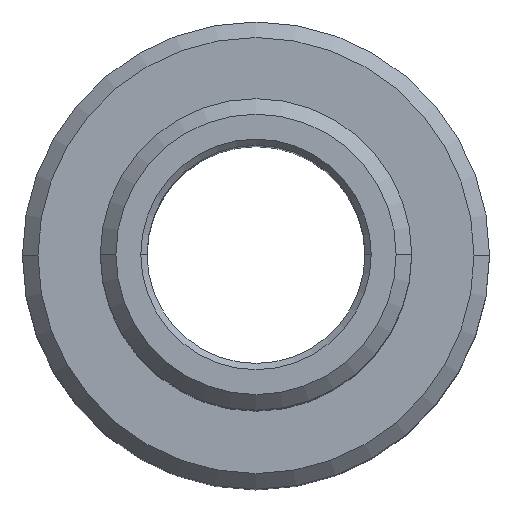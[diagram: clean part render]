
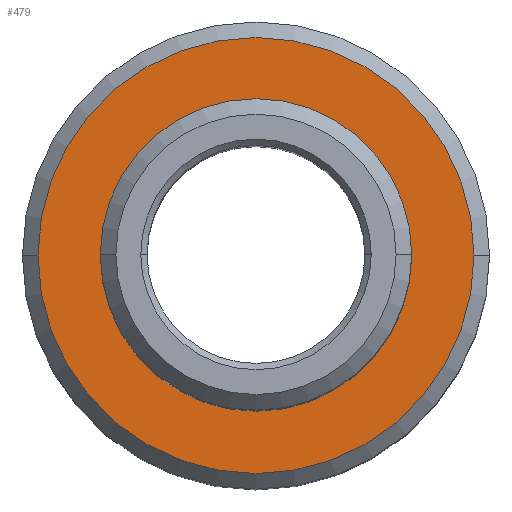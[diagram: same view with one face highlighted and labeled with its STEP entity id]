
A CAD part, top view. The second image highlights one B-rep face of the part: STEP entity #479.
In plain terms, the highlighted planar face has unit normal (0, 0, 1).
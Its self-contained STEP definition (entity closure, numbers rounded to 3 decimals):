
#62 = ORIENTED_EDGE ( 'NONE', *, *, #14833, .F. ) ;
#104 = DIRECTION ( 'NONE',  ( 0., 0., 1. ) ) ;
#479 = ADVANCED_FACE ( 'NONE', ( #5138, #12874 ), #11268, .F. ) ;
#1316 = AXIS2_PLACEMENT_3D ( 'NONE', #5439, #15646, #6916 ) ;
#2344 = DIRECTION ( 'NONE',  ( 0., 0., 1. ) ) ;
#2480 = DIRECTION ( 'NONE',  ( 0., 0., -1. ) ) ;
#2622 = CARTESIAN_POINT ( 'NONE',  ( -7., 0., -21. ) ) ;
#2947 = DIRECTION ( 'NONE',  ( 0., 0., 1. ) ) ;
#3319 = CIRCLE ( 'NONE', #11641, 5. ) ;
#3881 = VERTEX_POINT ( 'NONE', #13057 ) ;
#4609 = VERTEX_POINT ( 'NONE', #11295 ) ;
#4791 = ORIENTED_EDGE ( 'NONE', *, *, #9585, .T. ) ;
#4946 = CIRCLE ( 'NONE', #5895, 5. ) ;
#5138 = FACE_OUTER_BOUND ( 'NONE', #16233, .T. ) ;
#5439 = CARTESIAN_POINT ( 'NONE',  ( 0., 0., -21. ) ) ;
#5895 = AXIS2_PLACEMENT_3D ( 'NONE', #8835, #104, #10291 ) ;
#6916 = DIRECTION ( 'NONE',  ( -1., 0., 0. ) ) ;
#7125 = AXIS2_PLACEMENT_3D ( 'NONE', #12645, #2480, #11200 ) ;
#8184 = CIRCLE ( 'NONE', #1316, 7. ) ;
#8835 = CARTESIAN_POINT ( 'NONE',  ( 0., 0., -21. ) ) ;
#9585 = EDGE_CURVE ( 'NONE', #16913, #3881, #8184, .T. ) ;
#9825 = CIRCLE ( 'NONE', #13858, 7. ) ;
#10291 = DIRECTION ( 'NONE',  ( -1., 0., 0. ) ) ;
#11046 = CARTESIAN_POINT ( 'NONE',  ( 0., 0., -21. ) ) ;
#11200 = DIRECTION ( 'NONE',  ( -1., 0., 0. ) ) ;
#11268 = PLANE ( 'NONE',  #7125 ) ;
#11295 = CARTESIAN_POINT ( 'NONE',  ( -5., 0., -21. ) ) ;
#11365 = VERTEX_POINT ( 'NONE', #13694 ) ;
#11641 = AXIS2_PLACEMENT_3D ( 'NONE', #11694, #2947, #13130 ) ;
#11694 = CARTESIAN_POINT ( 'NONE',  ( 0., 0., -21. ) ) ;
#12511 = DIRECTION ( 'NONE',  ( -1., 0., 0. ) ) ;
#12645 = CARTESIAN_POINT ( 'NONE',  ( 0., 0., -21. ) ) ;
#12874 = FACE_BOUND ( 'NONE', #13876, .T. ) ;
#12922 = ORIENTED_EDGE ( 'NONE', *, *, #14371, .F. ) ;
#12961 = ORIENTED_EDGE ( 'NONE', *, *, #16152, .T. ) ;
#13057 = CARTESIAN_POINT ( 'NONE',  ( 7., 0., -21. ) ) ;
#13130 = DIRECTION ( 'NONE',  ( -1., 0., 0. ) ) ;
#13694 = CARTESIAN_POINT ( 'NONE',  ( 5., 0., -21. ) ) ;
#13858 = AXIS2_PLACEMENT_3D ( 'NONE', #11046, #2344, #12511 ) ;
#13876 = EDGE_LOOP ( 'NONE', ( #12922, #62 ) ) ;
#14371 = EDGE_CURVE ( 'NONE', #11365, #4609, #4946, .T. ) ;
#14833 = EDGE_CURVE ( 'NONE', #4609, #11365, #3319, .T. ) ;
#15646 = DIRECTION ( 'NONE',  ( 0., 0., 1. ) ) ;
#16152 = EDGE_CURVE ( 'NONE', #3881, #16913, #9825, .T. ) ;
#16233 = EDGE_LOOP ( 'NONE', ( #4791, #12961 ) ) ;
#16913 = VERTEX_POINT ( 'NONE', #2622 ) ;
